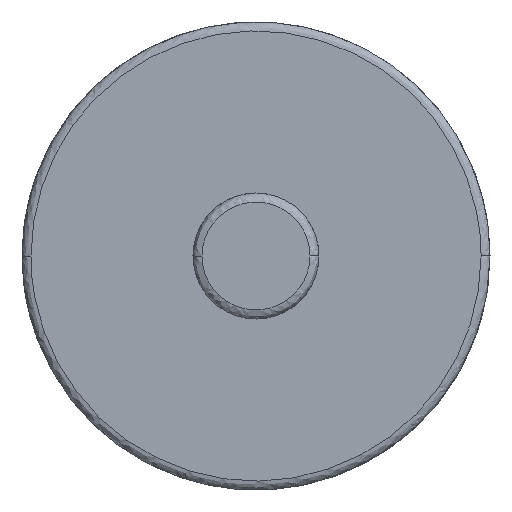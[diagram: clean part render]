
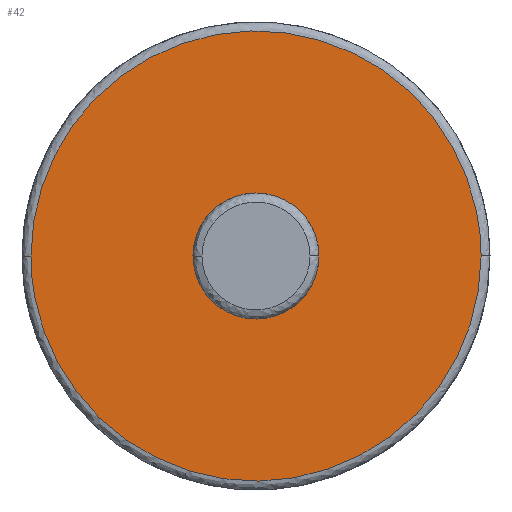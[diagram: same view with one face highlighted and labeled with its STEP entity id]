
A CAD part, left-side view. The second image highlights one B-rep face of the part: STEP entity #42.
In plain terms, the highlighted free-form (B-spline) face has degree [1, 1] with [2, 2] control points.
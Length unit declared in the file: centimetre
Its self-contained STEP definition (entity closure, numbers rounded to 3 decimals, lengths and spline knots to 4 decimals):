
#42=ADVANCED_FACE('',(#66),#262,.T.);
#66=FACE_OUTER_BOUND('',#90,.T.);
#90=EDGE_LOOP('',(#157,#158));
#157=ORIENTED_EDGE('',*,*,#214,.F.);
#158=ORIENTED_EDGE('',*,*,#206,.F.);
#206=EDGE_CURVE('',#234,#238,#299,.T.);
#214=EDGE_CURVE('',#238,#234,#305,.T.);
#234=VERTEX_POINT('',#924);
#238=VERTEX_POINT('',#928);
#262=B_SPLINE_SURFACE_WITH_KNOTS('',1,1,((#854,#855),(#856,#857)),.UNSPECIFIED.,
.F.,.F.,.F.,(2,2),(2,2),(-1.2759,1.2758),(-2.5758,
-0.025),.UNSPECIFIED.);
#299=(
BOUNDED_CURVE()
B_SPLINE_CURVE(3,(#806,#807,#808,#809,#810,#811,#812),.UNSPECIFIED.,.F.,
.F.)
B_SPLINE_CURVE_WITH_KNOTS((4,1,1,1,4),(0.,0.9494,1.9634,
2.9128,3.9269),.UNSPECIFIED.)
CURVE()
GEOMETRIC_REPRESENTATION_ITEM()
RATIONAL_B_SPLINE_CURVE((1.,1.,1.,1.,1.,1.,1.))
REPRESENTATION_ITEM('')
);
#305=(
BOUNDED_CURVE()
B_SPLINE_CURVE(3,(#843,#844,#845,#846,#847,#848,#849),.UNSPECIFIED.,.F.,
.F.)
B_SPLINE_CURVE_WITH_KNOTS((4,1,1,1,4),(3.9269,4.8762,
5.8903,6.8397,7.8537),.UNSPECIFIED.)
CURVE()
GEOMETRIC_REPRESENTATION_ITEM()
RATIONAL_B_SPLINE_CURVE((1.,1.,1.,1.,1.,1.,1.))
REPRESENTATION_ITEM('')
);
#806=CARTESIAN_POINT('',(37.7828,16.6462,1.3009));
#807=CARTESIAN_POINT('',(37.7828,16.6476,1.6166));
#808=CARTESIAN_POINT('',(37.7828,16.3855,2.2715));
#809=CARTESIAN_POINT('',(37.7828,15.4188,2.6869));
#810=CARTESIAN_POINT('',(37.7828,14.4254,2.2905));
#811=CARTESIAN_POINT('',(37.7828,14.1456,1.6386));
#812=CARTESIAN_POINT('',(37.7828,14.1454,1.3011));
#843=CARTESIAN_POINT('',(37.7828,14.1454,1.3011));
#844=CARTESIAN_POINT('',(37.7828,14.1452,0.9852));
#845=CARTESIAN_POINT('',(37.7828,14.4064,0.3304));
#846=CARTESIAN_POINT('',(37.7828,15.3741,-0.0853));
#847=CARTESIAN_POINT('',(37.7828,16.3659,0.3118));
#848=CARTESIAN_POINT('',(37.7828,16.6482,0.9625));
#849=CARTESIAN_POINT('',(37.7828,16.6462,1.3009));
#854=CARTESIAN_POINT('',(37.7828,14.1204,0.025));
#855=CARTESIAN_POINT('',(37.7828,16.6712,0.025));
#856=CARTESIAN_POINT('',(37.7828,14.1204,2.5767));
#857=CARTESIAN_POINT('',(37.7828,16.6712,2.5767));
#924=CARTESIAN_POINT('',(37.7828,16.6462,1.3009));
#928=CARTESIAN_POINT('',(37.7828,14.1454,1.3011));
